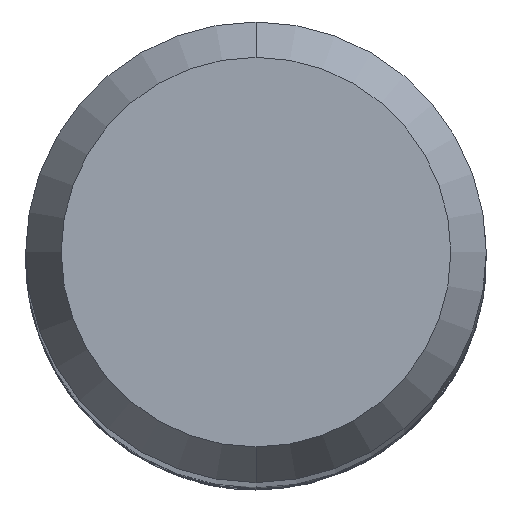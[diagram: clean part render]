
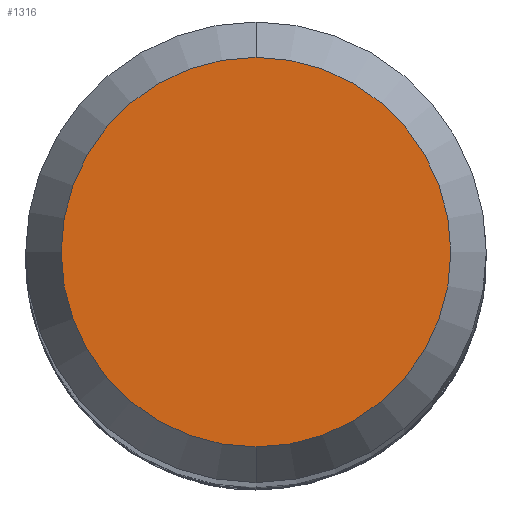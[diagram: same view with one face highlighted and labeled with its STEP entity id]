
A CAD part, top view. The second image highlights one B-rep face of the part: STEP entity #1316.
In plain terms, the highlighted planar face has unit normal (0, 0, 1).
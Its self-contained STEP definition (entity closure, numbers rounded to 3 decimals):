
#1316=ADVANCED_FACE('',(#2990),#2991,.T.);
#1762=EDGE_CURVE('',#1892,#1818,#3474,.T.);
#1790=EDGE_CURVE('',#1818,#1892,#3508,.T.);
#1818=VERTEX_POINT('',#3542);
#1892=VERTEX_POINT('',#3624);
#2990=FACE_OUTER_BOUND('',#9095,.T.);
#2991=PLANE('',#9096);
#3474=CIRCLE('',#11715,2.538);
#3508=CIRCLE('',#12405,2.538);
#3542=CARTESIAN_POINT('',(0.,-2.538,0.0));
#3624=CARTESIAN_POINT('',(0.0,2.538,0.0));
#9095=EDGE_LOOP('',(#19768,#19769));
#9096=AXIS2_PLACEMENT_3D('',#19770,#19771,#19772);
#11715=AXIS2_PLACEMENT_3D('',#20207,#20208,#20209);
#12405=AXIS2_PLACEMENT_3D('',#20259,#20260,#20261);
#19768=ORIENTED_EDGE('',*,*,#1762,.F.);
#19769=ORIENTED_EDGE('',*,*,#1790,.F.);
#19770=CARTESIAN_POINT('',(0.0,1.269,0.0));
#19771=DIRECTION('',(-0.0,0.0,1.0));
#19772=DIRECTION('',(0.0,-1.0,0.0));
#20207=CARTESIAN_POINT('',(0.0,0.0,0.0));
#20208=DIRECTION('',(0.0,0.0,-1.0));
#20209=DIRECTION('',(0.0,1.0,0.0));
#20259=CARTESIAN_POINT('',(0.0,0.0,0.0));
#20260=DIRECTION('',(0.0,0.0,-1.0));
#20261=DIRECTION('',(0.0,1.0,0.0));
